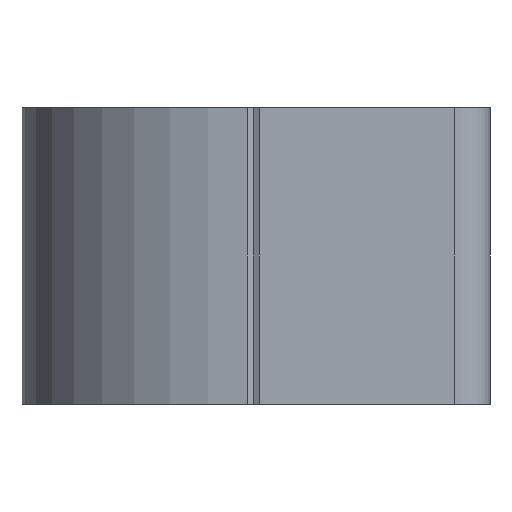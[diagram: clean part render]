
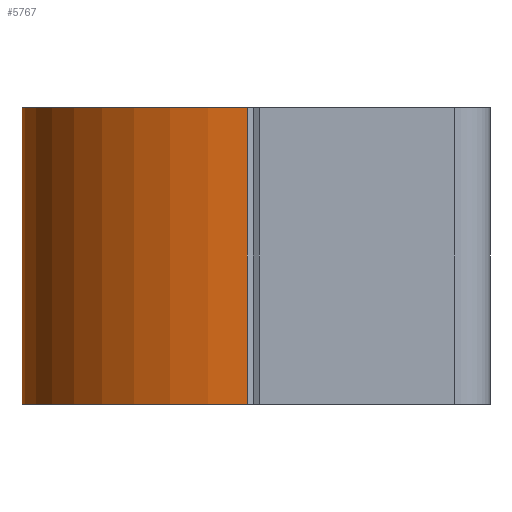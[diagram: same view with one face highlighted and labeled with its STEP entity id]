
A CAD part, left-side view. The second image highlights one B-rep face of the part: STEP entity #5767.
In plain terms, the highlighted cylindrical face has radius 19.5 mm (diameter 39 mm), a partial arc.
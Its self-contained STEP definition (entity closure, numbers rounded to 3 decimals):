
#5709=CARTESIAN_POINT('',(-19.993,0.508,25.0));
#5710=VERTEX_POINT('',#5709);
#5717=CARTESIAN_POINT('',(-19.993,0.508,0.0));
#5718=VERTEX_POINT('',#5717);
#5719=CARTESIAN_POINT('',(-19.993,0.508,0.0));
#5720=DIRECTION('',(0.0,0.0,1.0));
#5721=VECTOR('',#5720,25.0);
#5722=LINE('',#5719,#5721);
#5723=EDGE_CURVE('',#5718,#5710,#5722,.T.);
#5735=CARTESIAN_POINT('',(-0.5,0.,0.0));
#5736=DIRECTION('',(0.0,0.0,1.0));
#5737=DIRECTION('',(0.001,-1.,0.0));
#5738=AXIS2_PLACEMENT_3D('',#5735,#5736,#5737);
#5739=CYLINDRICAL_SURFACE('',#5738,19.5);
#5740=CARTESIAN_POINT('',(-0.52,19.5,25.0));
#5741=VERTEX_POINT('',#5740);
#5742=CARTESIAN_POINT('',(-0.5,0.,25.0));
#5743=DIRECTION('',(0.0,0.0,-1.0));
#5744=DIRECTION('',(0.001,-1.,0.0));
#5745=AXIS2_PLACEMENT_3D('',#5742,#5743,#5744);
#5746=CIRCLE('',#5745,19.5);
#5747=EDGE_CURVE('',#5710,#5741,#5746,.T.);
#5748=ORIENTED_EDGE('',*,*,#5747,.T.);
#5749=CARTESIAN_POINT('',(-0.52,19.5,0.0));
#5750=VERTEX_POINT('',#5749);
#5751=CARTESIAN_POINT('',(-0.52,19.5,0.0));
#5752=DIRECTION('',(0.0,0.0,1.0));
#5753=VECTOR('',#5752,25.0);
#5754=LINE('',#5751,#5753);
#5755=EDGE_CURVE('',#5750,#5741,#5754,.T.);
#5756=ORIENTED_EDGE('',*,*,#5755,.F.);
#5757=CARTESIAN_POINT('',(-0.5,0.,0.0));
#5758=DIRECTION('',(0.0,0.0,-1.0));
#5759=DIRECTION('',(0.001,-1.,0.0));
#5760=AXIS2_PLACEMENT_3D('',#5757,#5758,#5759);
#5761=CIRCLE('',#5760,19.5);
#5762=EDGE_CURVE('',#5718,#5750,#5761,.T.);
#5763=ORIENTED_EDGE('',*,*,#5762,.F.);
#5764=ORIENTED_EDGE('',*,*,#5723,.T.);
#5765=EDGE_LOOP('',(#5748,#5756,#5763,#5764));
#5766=FACE_OUTER_BOUND('',#5765,.T.);
#5767=ADVANCED_FACE('',(#5766),#5739,.T.);
